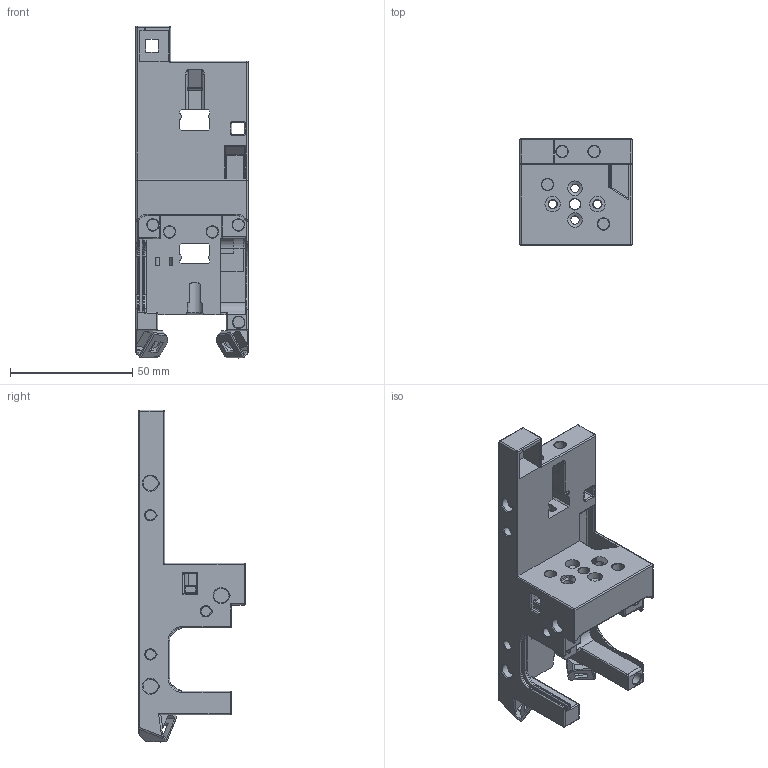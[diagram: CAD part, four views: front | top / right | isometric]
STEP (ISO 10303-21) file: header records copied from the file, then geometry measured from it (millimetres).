
FILE_DESCRIPTION(/* description */ (''),/* implementation_level */ '2;1');
FILE_NAME(/* name */ 'toolbody.step',/* time_stamp */ '2024-05-31T17:03:40+08:00',/* author */ (''),/* organization */ (''),/* preprocessor_version */ 'ST-DEVELOPER v20',/* originating_system */ 'Autodesk Translation Framework v13.14.0.145',/* authorisation */ '');
FILE_SCHEMA (('AUTOMOTIVE_DESIGN { 1 0 10303 214 3 1 1 }'));
Length unit declared in the file: millimetre
Products named in the file (1): toolhead
Bounding box: 46 x 43.83 x 135.98 mm (x, y, z)
Volume: 74428.5 mm3; surface area: 29145.9 mm2
Topology: 1 solids, 3 shells, 649 faces, 1634 edges, 994 vertices
Faces by surface type: plane 326, cylinder 208, cone 31, bspline 30, sphere 29, torus 25
Full cylindrical faces by diameter (mm): 2 x1, 3.4 x6, 4.4 x1, 4.7 x11, 6 x2, 6.5 x2, 6.7 x3
Entity records: 20634 total; most frequent: CARTESIAN_POINT 4930, DIRECTION 3292, ORIENTED_EDGE 3242, EDGE_CURVE 1621, AXIS2_PLACEMENT_3D 1116, LINE 1060, VECTOR 1060, VERTEX_POINT 994
